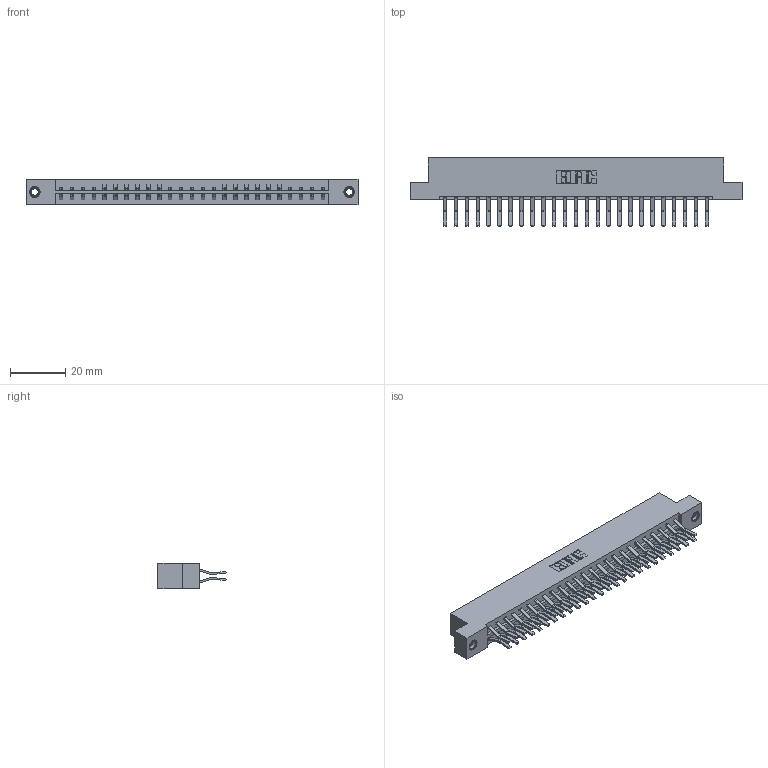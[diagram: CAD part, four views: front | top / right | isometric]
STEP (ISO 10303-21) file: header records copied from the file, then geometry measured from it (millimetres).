
FILE_DESCRIPTION (( 'STEP AP203' ), '1' );
FILE_NAME ('333-050-560-207.STEP', '2018-08-04T01:38:16', ( '' ), ( '' ), 'SwSTEP 2.0', 'SolidWorks 2016', '' );
FILE_SCHEMA (( 'CONFIG_CONTROL_DESIGN' ));
Length unit declared in the file: inch
Products named in the file (4): 333 Part_Flush - .156 Dia - TI; 345-292-001_560 Tail; 345-250-001_345-250-005-103; 333-050-560-207
Assembly tree (53 placements, depth 2):
  333-050-560-207
    333 Part_Flush - .156 Dia - TI
    345-292-001_560 Tail  x50
    345-250-001_345-250-005-103  x2
Bounding box: 120.6 x 24.78 x 9.4 mm (x, y, z)
Volume: 12467.7 mm3; surface area: 15526.3 mm2
Topology: 53 solids, 53 shells, 2874 faces, 8497 edges, 5590 vertices
Faces by surface type: plane 1902, cylinder 956, cone 12, torus 4
Entity records: 19556 total; most frequent: CARTESIAN_POINT 3245, ORIENTED_EDGE 3174, DIRECTION 2837, EDGE_CURVE 1587, LINE 1435, VECTOR 1435, VERTEX_POINT 1052, AXIS2_PLACEMENT_3D 701
